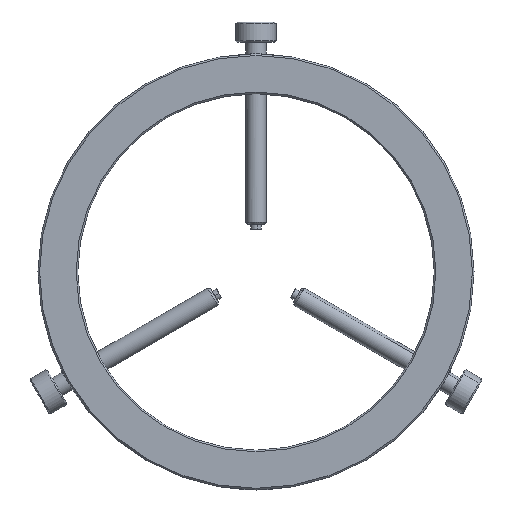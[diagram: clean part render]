
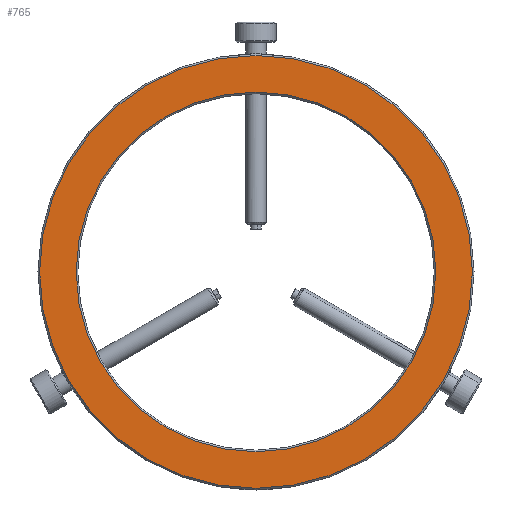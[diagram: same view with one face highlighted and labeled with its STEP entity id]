
A CAD part, top view. The second image highlights one B-rep face of the part: STEP entity #765.
In plain terms, the highlighted planar face has unit normal (0, 0, 1).
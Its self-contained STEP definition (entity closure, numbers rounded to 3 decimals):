
#132 = CARTESIAN_POINT ( 'NONE',  ( -3.123, 4.22, 4.781 ) ) ;
#142 = DIRECTION ( 'NONE',  ( 0., 0., -1. ) ) ;
#166 = CIRCLE ( 'NONE', #3106, 68. ) ;
#184 = CARTESIAN_POINT ( 'NONE',  ( -59.623, 4.22, 4.781 ) ) ;
#195 = ORIENTED_EDGE ( 'NONE', *, *, #1845, .T. ) ;
#251 = DIRECTION ( 'NONE',  ( 1., 0., 0. ) ) ;
#264 = DIRECTION ( 'NONE',  ( 1., 0., 0. ) ) ;
#307 = CARTESIAN_POINT ( 'NONE',  ( -3.123, 4.22, 4.781 ) ) ;
#318 = FACE_BOUND ( 'NONE', #3220, .T. ) ;
#397 = DIRECTION ( 'NONE',  ( 1., 0., 0. ) ) ;
#578 = DIRECTION ( 'NONE',  ( 1., 0., 0. ) ) ;
#710 = EDGE_CURVE ( 'NONE', #1401, #2604, #166, .T. ) ;
#718 = DIRECTION ( 'NONE',  ( 0., 0., 1. ) ) ;
#736 = CIRCLE ( 'NONE', #894, 56.5 ) ;
#765 = ADVANCED_FACE ( 'NONE', ( #1107, #318 ), #2888, .T. ) ;
#894 = AXIS2_PLACEMENT_3D ( 'NONE', #132, #142, #397 ) ;
#933 = CARTESIAN_POINT ( 'NONE',  ( 64.877, 4.22, 4.781 ) ) ;
#943 = CIRCLE ( 'NONE', #1218, 68. ) ;
#1107 = FACE_OUTER_BOUND ( 'NONE', #1524, .T. ) ;
#1156 = CARTESIAN_POINT ( 'NONE',  ( 53.377, 4.22, 4.781 ) ) ;
#1171 = ORIENTED_EDGE ( 'NONE', *, *, #2051, .T. ) ;
#1192 = CIRCLE ( 'NONE', #1478, 56.5 ) ;
#1218 = AXIS2_PLACEMENT_3D ( 'NONE', #1256, #718, #2005 ) ;
#1256 = CARTESIAN_POINT ( 'NONE',  ( -3.123, 4.22, 4.781 ) ) ;
#1314 = CARTESIAN_POINT ( 'NONE',  ( -3.123, 4.22, 4.781 ) ) ;
#1401 = VERTEX_POINT ( 'NONE', #933 ) ;
#1425 = ORIENTED_EDGE ( 'NONE', *, *, #1454, .T. ) ;
#1454 = EDGE_CURVE ( 'NONE', #2079, #2639, #736, .T. ) ;
#1478 = AXIS2_PLACEMENT_3D ( 'NONE', #1314, #3105, #264 ) ;
#1524 = EDGE_LOOP ( 'NONE', ( #1171, #3183 ) ) ;
#1845 = EDGE_CURVE ( 'NONE', #2639, #2079, #1192, .T. ) ;
#1852 = CARTESIAN_POINT ( 'NONE',  ( -3.123, 4.22, 4.781 ) ) ;
#2005 = DIRECTION ( 'NONE',  ( 1., 0., 0. ) ) ;
#2051 = EDGE_CURVE ( 'NONE', #2604, #1401, #943, .T. ) ;
#2079 = VERTEX_POINT ( 'NONE', #184 ) ;
#2124 = DIRECTION ( 'NONE',  ( 0., 0., 1. ) ) ;
#2351 = DIRECTION ( 'NONE',  ( 0., 0., 1. ) ) ;
#2604 = VERTEX_POINT ( 'NONE', #3127 ) ;
#2639 = VERTEX_POINT ( 'NONE', #1156 ) ;
#2888 = PLANE ( 'NONE',  #3292 ) ;
#3105 = DIRECTION ( 'NONE',  ( 0., 0., -1. ) ) ;
#3106 = AXIS2_PLACEMENT_3D ( 'NONE', #1852, #2351, #251 ) ;
#3127 = CARTESIAN_POINT ( 'NONE',  ( -71.123, 4.22, 4.781 ) ) ;
#3183 = ORIENTED_EDGE ( 'NONE', *, *, #710, .T. ) ;
#3220 = EDGE_LOOP ( 'NONE', ( #195, #1425 ) ) ;
#3292 = AXIS2_PLACEMENT_3D ( 'NONE', #307, #2124, #578 ) ;
